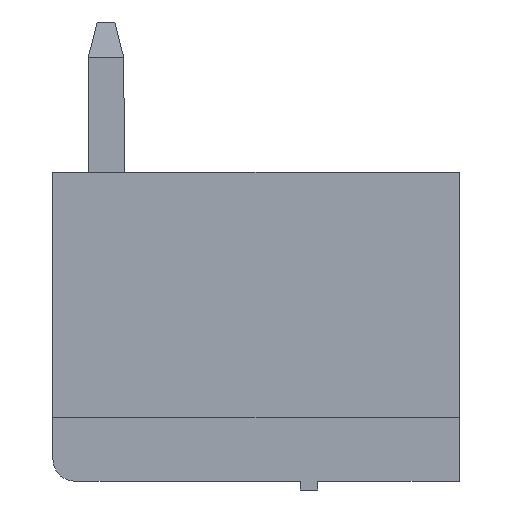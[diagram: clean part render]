
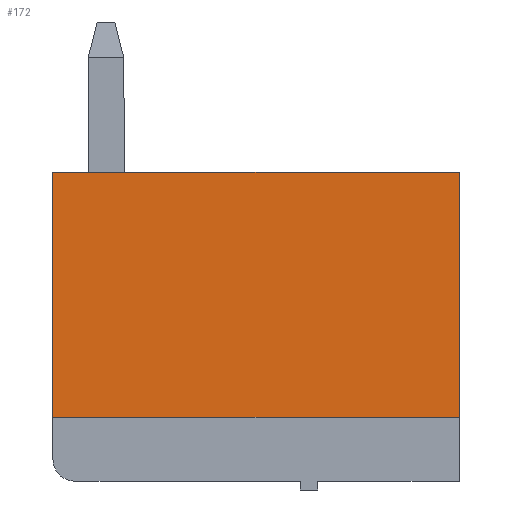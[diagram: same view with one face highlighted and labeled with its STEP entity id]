
A CAD part, left-side view. The second image highlights one B-rep face of the part: STEP entity #172.
In plain terms, the highlighted planar face has unit normal (-1, 0, 0).
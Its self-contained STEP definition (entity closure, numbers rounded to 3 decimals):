
#116=CARTESIAN_POINT('',(12.8,0.,-2.55));
#117=VERTEX_POINT('',#116);
#124=CARTESIAN_POINT('',(12.8,9.2,-2.55));
#125=VERTEX_POINT('',#124);
#126=CARTESIAN_POINT('',(12.8,0.,-2.55));
#127=DIRECTION('',(0.,1.,0.));
#128=VECTOR('',#127,9.2);
#129=LINE('',#126,#128);
#130=EDGE_CURVE('',#117,#125,#129,.T.);
#142=CARTESIAN_POINT('',(12.8,0.,0.));
#143=DIRECTION('',(0.,1.,0.));
#144=DIRECTION('',(-1.,0.,0.));
#145=AXIS2_PLACEMENT_3D('',#142,#144,#143);
#146=PLANE('',#145);
#147=ORIENTED_EDGE('',*,*,#130,.F.);
#148=CARTESIAN_POINT('',(12.8,0.,3.));
#149=VERTEX_POINT('',#148);
#150=CARTESIAN_POINT('',(12.8,0.,-2.55));
#151=DIRECTION('',(0.,0.,1.));
#152=VECTOR('',#151,5.55);
#153=LINE('',#150,#152);
#154=EDGE_CURVE('',#117,#149,#153,.T.);
#155=ORIENTED_EDGE('',*,*,#154,.T.);
#156=CARTESIAN_POINT('',(12.8,9.2,3.));
#157=VERTEX_POINT('',#156);
#158=CARTESIAN_POINT('',(12.8,0.,3.));
#159=DIRECTION('',(0.,1.,0.));
#160=VECTOR('',#159,9.2);
#161=LINE('',#158,#160);
#162=EDGE_CURVE('',#149,#157,#161,.T.);
#163=ORIENTED_EDGE('',*,*,#162,.T.);
#164=CARTESIAN_POINT('',(12.8,9.2,3.));
#165=DIRECTION('',(0.,0.,-1.));
#166=VECTOR('',#165,5.55);
#167=LINE('',#164,#166);
#168=EDGE_CURVE('',#157,#125,#167,.T.);
#169=ORIENTED_EDGE('',*,*,#168,.T.);
#170=EDGE_LOOP('',(#147,#155,#163,#169));
#171=FACE_OUTER_BOUND('',#170,.T.);
#172=ADVANCED_FACE('',(#171),#146,.T.);
